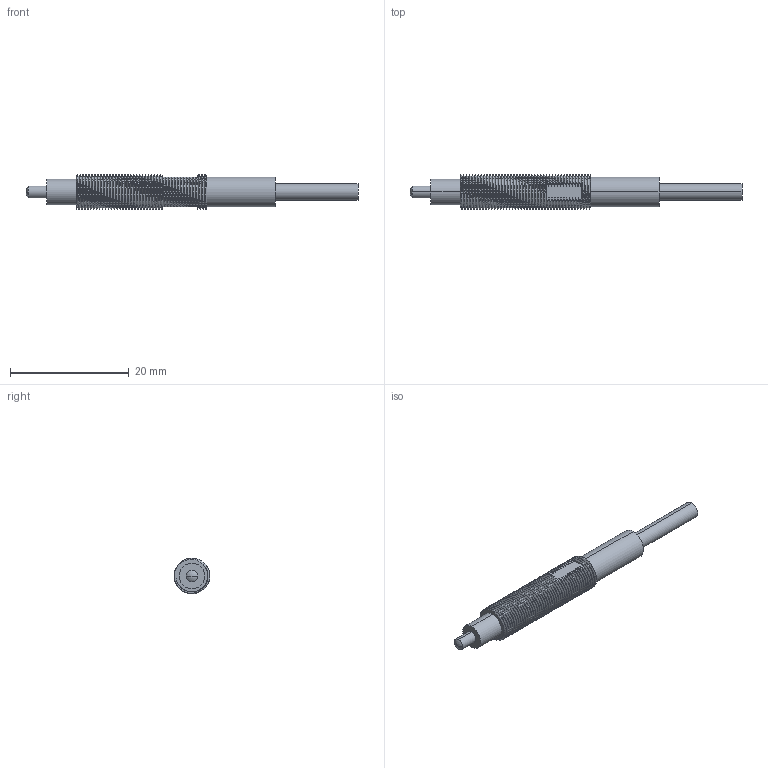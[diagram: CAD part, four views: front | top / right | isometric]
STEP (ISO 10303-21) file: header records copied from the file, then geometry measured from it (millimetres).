
FILE_DESCRIPTION (( 'STEP AP214' ), '1' );
FILE_NAME ('CS065A-L - 1.STEP', '2018-04-03T17:53:05', ( '' ), ( '' ), 'SwSTEP 2.0', 'SolidWorks 2017', '' );
FILE_SCHEMA (( 'AUTOMOTIVE_DESIGN' ));
Length unit declared in the file: inch
Products named in the file (1): CS065A-L - 1
Bounding box: 56 x 6 x 6 mm (x, y, z)
Volume: 945.1 mm3; surface area: 1121.3 mm2
Topology: 1 solids, 1 shells, 183 faces, 532 edges, 355 vertices
Faces by surface type: cylinder 97, bspline 73, plane 11, sphere 2
Entity records: 14357 total; most frequent: CARTESIAN_POINT 10738, ORIENTED_EDGE 1064, EDGE_CURVE 532, DIRECTION 394, VERTEX_POINT 355, EDGE_LOOP 187, FACE_OUTER_BOUND 183, ADVANCED_FACE 183
